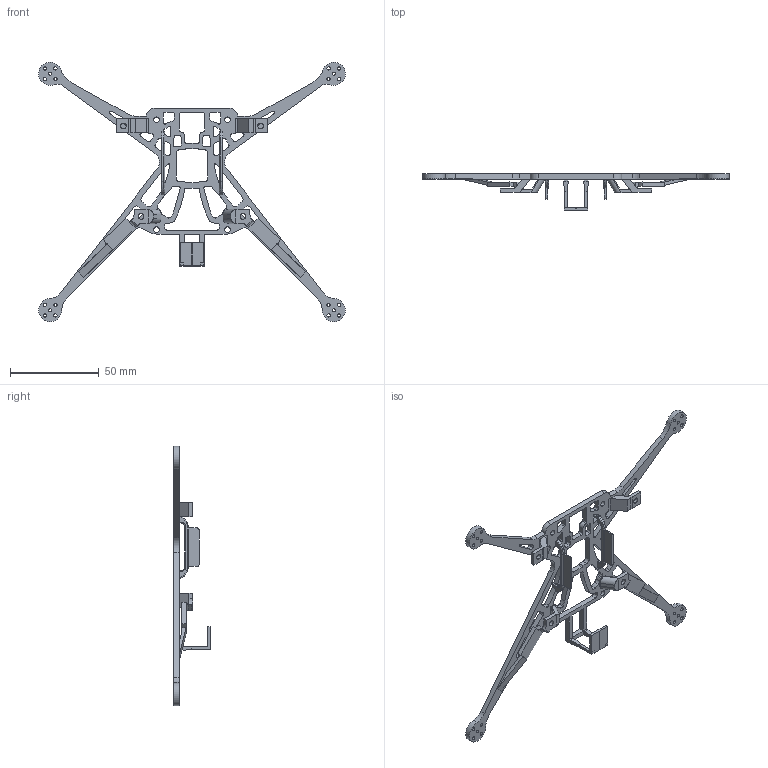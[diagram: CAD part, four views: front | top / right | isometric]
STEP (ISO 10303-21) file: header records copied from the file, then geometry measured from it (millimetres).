
FILE_DESCRIPTION(/* description */ (''),/* implementation_level */ '2;1');
FILE_NAME(/* name */ 'Main_Frame_V9_escm.step',/* time_stamp */ '2025-10-17T18:17:05+08:00',/* author */ (''),/* organization */ (''),/* preprocessor_version */ 'ST-DEVELOPER v20.1',/* originating_system */ 'Autodesk Translation Framework v14.17.0.0',/* authorisation */ '');
FILE_SCHEMA (('AUTOMOTIVE_DESIGN { 1 0 10303 214 3 1 1 }'));
Length unit declared in the file: millimetre
Products named in the file (1): 2025-10-11-21-38-58-924
Bounding box: 173.25 x 20.54 x 146.49 mm (x, y, z)
Volume: 15939.3 mm3; surface area: 18549.3 mm2
Topology: 1 solids, 1 shells, 511 faces, 1452 edges, 944 vertices
Faces by surface type: plane 245, cylinder 240, torus 16, bspline 10
Full cylindrical faces by diameter (mm): 1.7 x4, 1.8 x16, 3.2 x8, 4 x4
Entity records: 17386 total; most frequent: CARTESIAN_POINT 3440, DIRECTION 2948, ORIENTED_EDGE 2904, EDGE_CURVE 1452, AXIS2_PLACEMENT_3D 1016, VERTEX_POINT 944, LINE 916, VECTOR 916
